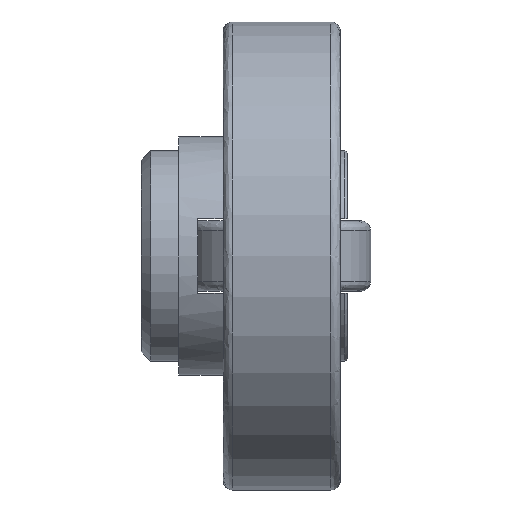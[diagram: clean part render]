
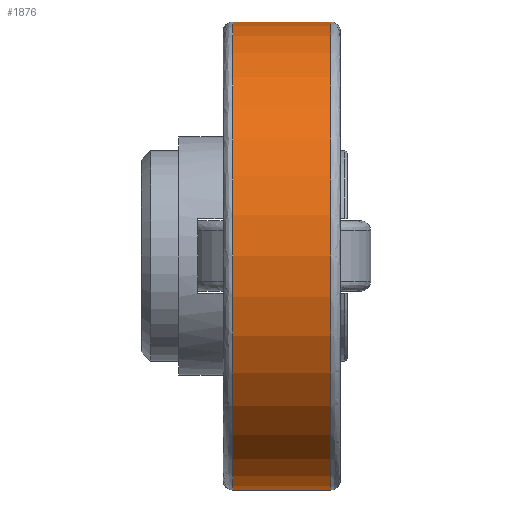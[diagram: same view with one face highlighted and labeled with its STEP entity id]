
A CAD part, front view. The second image highlights one B-rep face of the part: STEP entity #1876.
In plain terms, the highlighted cylindrical face has radius 50 mm (diameter 100 mm), a partial arc.
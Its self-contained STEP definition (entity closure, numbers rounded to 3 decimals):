
#38 = EDGE_CURVE ( 'NONE', #248, #239, #1448, .T. ) ;
#39 = EDGE_CURVE ( 'NONE', #255, #253, #1439, .T. ) ;
#43 = EDGE_CURVE ( 'NONE', #239, #253, #1453, .T. ) ;
#46 = EDGE_CURVE ( 'NONE', #255, #248, #1457, .T. ) ;
#239 = VERTEX_POINT ( 'NONE', #759 ) ;
#248 = VERTEX_POINT ( 'NONE', #768 ) ;
#253 = VERTEX_POINT ( 'NONE', #773 ) ;
#255 = VERTEX_POINT ( 'NONE', #775 ) ;
#311 = CARTESIAN_POINT ( 'NONE',  ( 30., 0., 50. ) ) ;
#318 = CARTESIAN_POINT ( 'NONE',  ( 30., 0., -50. ) ) ;
#319 = DIRECTION ( 'NONE',  ( -1., 0., 0. ) ) ;
#321 = DIRECTION ( 'NONE',  ( -1., 0., 0. ) ) ;
#329 = CARTESIAN_POINT ( 'NONE',  ( 19.5, 0., 0. ) ) ;
#334 = DIRECTION ( 'NONE',  ( 1., 0., 0. ) ) ;
#335 = DIRECTION ( 'NONE',  ( 0., 0., 1. ) ) ;
#341 = CARTESIAN_POINT ( 'NONE',  ( 40.5, 0., 0. ) ) ;
#343 = DIRECTION ( 'NONE',  ( -1., 0., 0. ) ) ;
#344 = DIRECTION ( 'NONE',  ( 0., 0., 1. ) ) ;
#759 = CARTESIAN_POINT ( 'NONE',  ( 19.5, 0., 50. ) ) ;
#768 = CARTESIAN_POINT ( 'NONE',  ( 40.5, 0., 50. ) ) ;
#773 = CARTESIAN_POINT ( 'NONE',  ( 19.5, 0., -50. ) ) ;
#775 = CARTESIAN_POINT ( 'NONE',  ( 40.5, 0., -50. ) ) ;
#1184 = EDGE_LOOP ( 'NONE', ( #1393, #1394, #1395, #1396 ) ) ;
#1393 = ORIENTED_EDGE ( 'NONE', *, *, #39, .F. ) ;
#1394 = ORIENTED_EDGE ( 'NONE', *, *, #46, .T. ) ;
#1395 = ORIENTED_EDGE ( 'NONE', *, *, #38, .T. ) ;
#1396 = ORIENTED_EDGE ( 'NONE', *, *, #43, .T. ) ;
#1439 = LINE ( 'NONE', #318, #1450 ) ;
#1446 = VECTOR ( 'NONE', #319, 1000. ) ;
#1448 = LINE ( 'NONE', #311, #1446 ) ;
#1450 = VECTOR ( 'NONE', #321, 1000. ) ;
#1453 = CIRCLE ( 'NONE', #1712, 50. ) ;
#1457 = CIRCLE ( 'NONE', #1714, 50. ) ;
#1712 = AXIS2_PLACEMENT_3D ( 'NONE', #329, #334, #335 ) ;
#1714 = AXIS2_PLACEMENT_3D ( 'NONE', #341, #343, #344 ) ;
#1864 = AXIS2_PLACEMENT_3D ( 'NONE', #2187, #2179, #2153 ) ;
#1876 = ADVANCED_FACE ( 'NONE', ( #1996 ), #2001, .T. ) ;
#1996 = FACE_OUTER_BOUND ( 'NONE', #1184, .T. ) ;
#2001 = CYLINDRICAL_SURFACE ( 'NONE', #1864, 50. ) ;
#2153 = DIRECTION ( 'NONE',  ( 0., 0., 1. ) ) ;
#2179 = DIRECTION ( 'NONE',  ( -1., 0., 0. ) ) ;
#2187 = CARTESIAN_POINT ( 'NONE',  ( 30., 0., 0. ) ) ;
